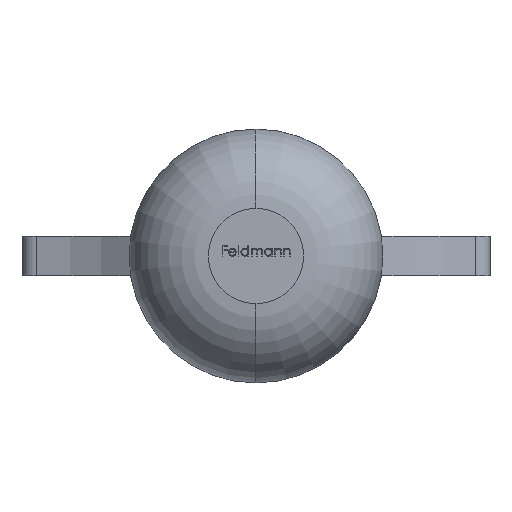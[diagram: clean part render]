
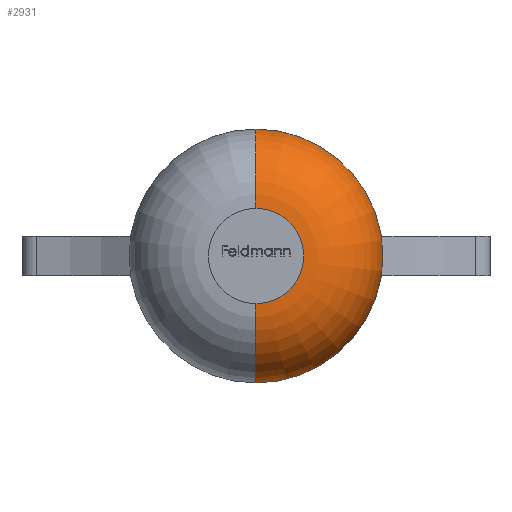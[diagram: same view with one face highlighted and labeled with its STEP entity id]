
A CAD part, front view. The second image highlights one B-rep face of the part: STEP entity #2931.
In plain terms, the highlighted toroidal (fillet/blend) face has major radius 6 mm and minor radius 10 mm.
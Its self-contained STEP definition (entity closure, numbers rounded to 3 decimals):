
#14 = ORIENTED_EDGE ( 'NONE', *, *, #10555, .F. ) ;
#508 = CARTESIAN_POINT ( 'NONE',  ( 0., 10., -16. ) ) ;
#734 = ORIENTED_EDGE ( 'NONE', *, *, #3064, .T. ) ;
#1049 = CARTESIAN_POINT ( 'NONE',  ( 0., 10., 6. ) ) ;
#1743 = ORIENTED_EDGE ( 'NONE', *, *, #7083, .F. ) ;
#1853 = TOROIDAL_SURFACE ( 'NONE', #10133, 6., 10. ) ;
#1972 = DIRECTION ( 'NONE',  ( 0., 0., -1. ) ) ;
#2086 = VERTEX_POINT ( 'NONE', #508 ) ;
#2104 = VERTEX_POINT ( 'NONE', #11073 ) ;
#2139 = FACE_OUTER_BOUND ( 'NONE', #3447, .T. ) ;
#2314 = ORIENTED_EDGE ( 'NONE', *, *, #11392, .F. ) ;
#2931 = ADVANCED_FACE ( 'NONE', ( #2139 ), #1853, .T. ) ;
#3064 = EDGE_CURVE ( 'NONE', #4218, #2104, #4011, .T. ) ;
#3447 = EDGE_LOOP ( 'NONE', ( #14, #734, #1743, #2314 ) ) ;
#3552 = DIRECTION ( 'NONE',  ( 0., 0., -1. ) ) ;
#3554 = DIRECTION ( 'NONE',  ( -1., 0., 0. ) ) ;
#3817 = CIRCLE ( 'NONE', #8522, 10. ) ;
#4011 = CIRCLE ( 'NONE', #10693, 10. ) ;
#4218 = VERTEX_POINT ( 'NONE', #7774 ) ;
#4829 = CIRCLE ( 'NONE', #7538, 16. ) ;
#5296 = CARTESIAN_POINT ( 'NONE',  ( 0., 0., 0. ) ) ;
#5383 = DIRECTION ( 'NONE',  ( 0., 1., 0. ) ) ;
#5698 = AXIS2_PLACEMENT_3D ( 'NONE', #5296, #11302, #6202 ) ;
#6202 = DIRECTION ( 'NONE',  ( 0., 0., -1. ) ) ;
#7083 = EDGE_CURVE ( 'NONE', #9681, #2104, #9247, .T. ) ;
#7390 = DIRECTION ( 'NONE',  ( 1., 0., 0. ) ) ;
#7538 = AXIS2_PLACEMENT_3D ( 'NONE', #10553, #5383, #11385 ) ;
#7774 = CARTESIAN_POINT ( 'NONE',  ( 0., 10., 16. ) ) ;
#8522 = AXIS2_PLACEMENT_3D ( 'NONE', #8895, #3554, #9719 ) ;
#8892 = CARTESIAN_POINT ( 'NONE',  ( 0., 10., 0. ) ) ;
#8895 = CARTESIAN_POINT ( 'NONE',  ( 0., 10., -6. ) ) ;
#9247 = CIRCLE ( 'NONE', #5698, 6. ) ;
#9680 = DIRECTION ( 'NONE',  ( 0., -1., 0. ) ) ;
#9681 = VERTEX_POINT ( 'NONE', #10984 ) ;
#9719 = DIRECTION ( 'NONE',  ( 0., 0., 1. ) ) ;
#10133 = AXIS2_PLACEMENT_3D ( 'NONE', #8892, #9680, #3552 ) ;
#10553 = CARTESIAN_POINT ( 'NONE',  ( 0., 10., 0. ) ) ;
#10555 = EDGE_CURVE ( 'NONE', #4218, #2086, #4829, .T. ) ;
#10693 = AXIS2_PLACEMENT_3D ( 'NONE', #1049, #7390, #1972 ) ;
#10984 = CARTESIAN_POINT ( 'NONE',  ( 0., 0., -6. ) ) ;
#11073 = CARTESIAN_POINT ( 'NONE',  ( 0., 0., 6. ) ) ;
#11302 = DIRECTION ( 'NONE',  ( 0., -1., 0. ) ) ;
#11385 = DIRECTION ( 'NONE',  ( 0., 0., -1. ) ) ;
#11392 = EDGE_CURVE ( 'NONE', #2086, #9681, #3817, .T. ) ;
